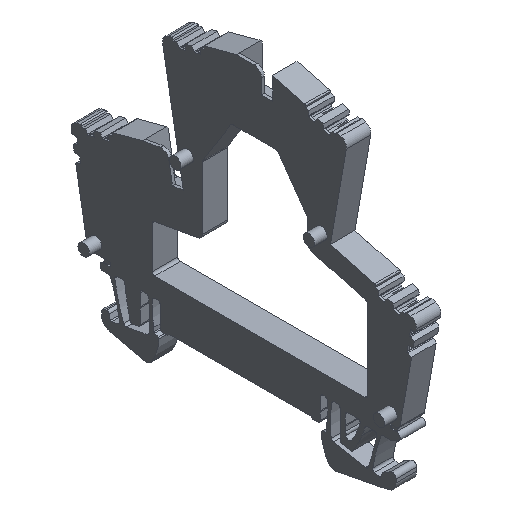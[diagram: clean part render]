
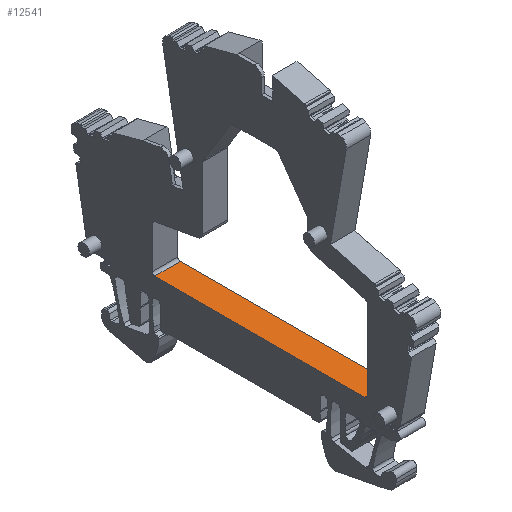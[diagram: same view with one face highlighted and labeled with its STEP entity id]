
A CAD part, isometric view. The second image highlights one B-rep face of the part: STEP entity #12541.
In plain terms, the highlighted planar face has unit normal (0, 0, 1).
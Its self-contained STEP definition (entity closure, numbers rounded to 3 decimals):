
#12523=AXIS2_PLACEMENT_3D('Plane Axis2P3D',#12520,#12521,#12522) ;
#6488=CARTESIAN_POINT('Vertex',(7.575,52.314,15.75)) ;
#6495=CARTESIAN_POINT('Vertex',(2.475,52.314,15.75)) ;
#6498=CARTESIAN_POINT('Line Origine',(5.685,52.314,15.75)) ;
#6521=CARTESIAN_POINT('Vertex',(7.575,10.314,15.75)) ;
#6524=CARTESIAN_POINT('Line Origine',(5.685,10.314,15.75)) ;
#6528=CARTESIAN_POINT('Vertex',(2.475,10.314,15.75)) ;
#12520=CARTESIAN_POINT('Axis2P3D Location',(2.475,10.314,15.75)) ;
#12525=CARTESIAN_POINT('Line Origine',(7.575,31.314,15.75)) ;
#12530=CARTESIAN_POINT('Line Origine',(2.475,31.314,15.75)) ;
#6499=DIRECTION('Vector Direction',(1.,0.,0.)) ;
#6525=DIRECTION('Vector Direction',(1.,0.,0.)) ;
#12521=DIRECTION('Axis2P3D Direction',(0.,0.,-1.)) ;
#12522=DIRECTION('Axis2P3D XDirection',(0.,1.,0.)) ;
#12526=DIRECTION('Vector Direction',(0.,1.,0.)) ;
#12531=DIRECTION('Vector Direction',(0.,1.,0.)) ;
#6500=VECTOR('Line Direction',#6499,1.) ;
#6526=VECTOR('Line Direction',#6525,1.) ;
#12527=VECTOR('Line Direction',#12526,1.) ;
#12532=VECTOR('Line Direction',#12531,1.) ;
#12536=ORIENTED_EDGE('',*,*,#6530,.T.) ;
#12537=ORIENTED_EDGE('',*,*,#12529,.F.) ;
#12538=ORIENTED_EDGE('',*,*,#6502,.F.) ;
#12539=ORIENTED_EDGE('',*,*,#12534,.F.) ;
#12541=ADVANCED_FACE('V1',(#12540),#12524,.F.) ;
#6502=EDGE_CURVE('',#6496,#6489,#6501,.T.) ;
#6530=EDGE_CURVE('',#6529,#6522,#6527,.T.) ;
#12529=EDGE_CURVE('',#6489,#6522,#12528,.F.) ;
#12534=EDGE_CURVE('',#6529,#6496,#12533,.T.) ;
#12535=EDGE_LOOP('',(#12536,#12537,#12538,#12539)) ;
#12540=FACE_OUTER_BOUND('',#12535,.T.) ;
#6501=LINE('Line',#6498,#6500) ;
#6527=LINE('Line',#6524,#6526) ;
#12528=LINE('Line',#12525,#12527) ;
#12533=LINE('Line',#12530,#12532) ;
#12524=PLANE('',#12523) ;
#6489=VERTEX_POINT('',#6488) ;
#6496=VERTEX_POINT('',#6495) ;
#6522=VERTEX_POINT('',#6521) ;
#6529=VERTEX_POINT('',#6528) ;
